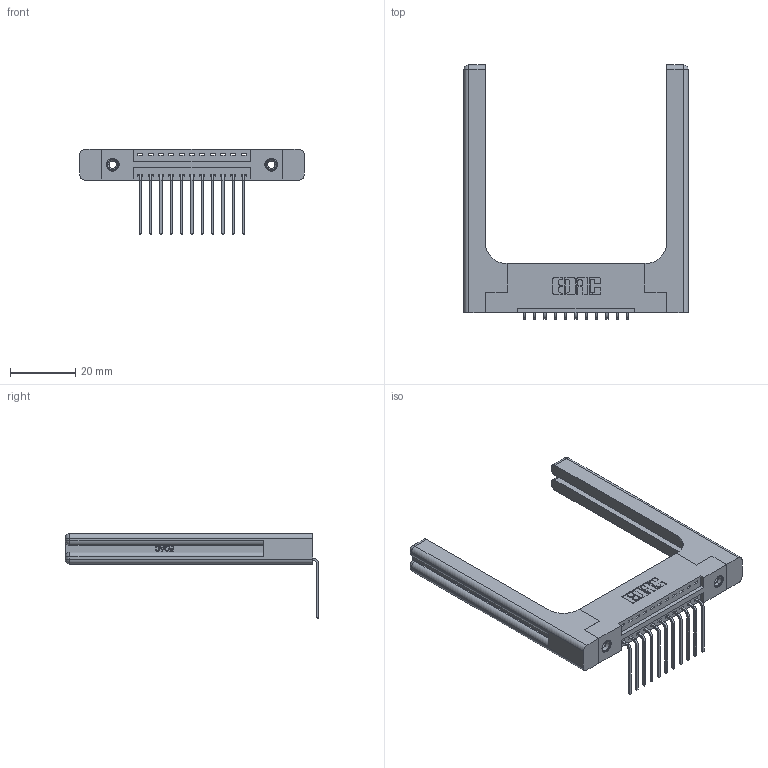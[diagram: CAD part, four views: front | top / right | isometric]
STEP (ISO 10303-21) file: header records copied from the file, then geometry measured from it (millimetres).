
FILE_DESCRIPTION (( 'STEP AP203' ), '1' );
FILE_NAME ('396-011-559-158.STEP', '2019-10-31T20:15:13', ( '' ), ( '' ), 'SwSTEP 2.0', 'SolidWorks 2016', '' );
FILE_SCHEMA (( 'CONFIG_CONTROL_DESIGN' ));
Length unit declared in the file: inch
Products named in the file (5): 346 Part_Flush Mounting Lugs - 0.156 Dia-TH; 345-292-001_558 559 Tail - 1; 345-250-001_345-250-001-102; 346-220-058_345-220-058; 396-011-559-158
Assembly tree (16 placements, depth 2):
  396-011-559-158
    346 Part_Flush Mounting Lugs - 0.156 Dia-TH
    345-292-001_558 559 Tail - 1  x11
    345-250-001_345-250-001-102  x2
    346-220-058_345-220-058  x2
Bounding box: 68.99 x 78.04 x 26.16 mm (x, y, z)
Volume: 13945 mm3; surface area: 13086.1 mm2
Topology: 16 solids, 16 shells, 1038 faces, 2997 edges, 1962 vertices
Faces by surface type: plane 686, cylinder 292, bspline 36, cone 12, sphere 8, torus 4
Entity records: 16266 total; most frequent: CARTESIAN_POINT 3778, ORIENTED_EDGE 2520, DIRECTION 2302, EDGE_CURVE 1260, VECTOR 992, LINE 992, VERTEX_POINT 830, AXIS2_PLACEMENT_3D 655
